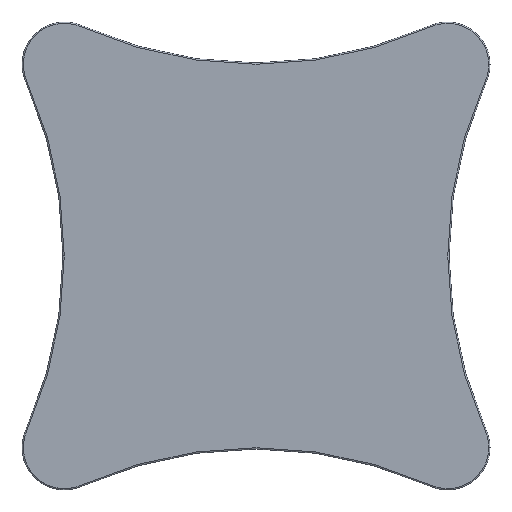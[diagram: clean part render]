
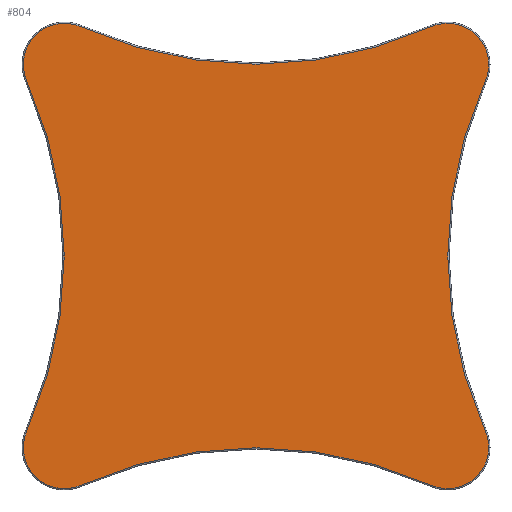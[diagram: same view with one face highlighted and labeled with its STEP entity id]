
A CAD part, top view. The second image highlights one B-rep face of the part: STEP entity #804.
In plain terms, the highlighted planar face has unit normal (0, 0, 1).
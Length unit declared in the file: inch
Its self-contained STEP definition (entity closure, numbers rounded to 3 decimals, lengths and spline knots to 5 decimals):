
#3 = VERTEX_POINT ( 'NONE', #2400 ) ;
#15 = VERTEX_POINT ( 'NONE', #2344 ) ;
#19 = EDGE_CURVE ( 'NONE', #35, #51, #2323, .T. ) ;
#20 = EDGE_CURVE ( 'NONE', #15, #3, #2318, .T. ) ;
#35 = VERTEX_POINT ( 'NONE', #2246 ) ;
#36 = VERTEX_POINT ( 'NONE', #2245 ) ;
#45 = EDGE_CURVE ( 'NONE', #56, #36, #2240, .T. ) ;
#51 = VERTEX_POINT ( 'NONE', #2301 ) ;
#56 = VERTEX_POINT ( 'NONE', #2299 ) ;
#555 = EDGE_CURVE ( 'NONE', #605, #15, #1594, .T. ) ;
#594 = ORIENTED_EDGE ( 'NONE', *, *, #595, .T. ) ;
#595 = EDGE_CURVE ( 'NONE', #727, #596, #1575, .T. ) ;
#596 = VERTEX_POINT ( 'NONE', #1570 ) ;
#597 = ORIENTED_EDGE ( 'NONE', *, *, #598, .T. ) ;
#598 = EDGE_CURVE ( 'NONE', #596, #35, #1552, .T. ) ;
#599 = ORIENTED_EDGE ( 'NONE', *, *, #19, .T. ) ;
#600 = ORIENTED_EDGE ( 'NONE', *, *, #765, .T. ) ;
#601 = ORIENTED_EDGE ( 'NONE', *, *, #45, .T. ) ;
#602 = ORIENTED_EDGE ( 'NONE', *, *, #603, .T. ) ;
#603 = EDGE_CURVE ( 'NONE', #36, #605, #1547, .T. ) ;
#605 = VERTEX_POINT ( 'NONE', #1542 ) ;
#606 = EDGE_LOOP ( 'NONE', ( #805, #808, #809, #770, #594, #597, #599, #600, #767, #601, #602 ) ) ;
#726 = EDGE_CURVE ( 'NONE', #810, #727, #1952, .T. ) ;
#727 = VERTEX_POINT ( 'NONE', #1948 ) ;
#765 = EDGE_CURVE ( 'NONE', #51, #766, #1907, .T. ) ;
#766 = VERTEX_POINT ( 'NONE', #1824 ) ;
#767 = ORIENTED_EDGE ( 'NONE', *, *, #768, .T. ) ;
#768 = EDGE_CURVE ( 'NONE', #766, #56, #1823, .T. ) ;
#769 = EDGE_CURVE ( 'NONE', #3, #810, #1818, .T. ) ;
#770 = ORIENTED_EDGE ( 'NONE', *, *, #726, .T. ) ;
#804 = ADVANCED_FACE ( 'NONE', ( #2077 ), #2036, .T. ) ;
#805 = ORIENTED_EDGE ( 'NONE', *, *, #555, .T. ) ;
#808 = ORIENTED_EDGE ( 'NONE', *, *, #20, .T. ) ;
#809 = ORIENTED_EDGE ( 'NONE', *, *, #769, .T. ) ;
#810 = VERTEX_POINT ( 'NONE', #2052 ) ;
#1542 = CARTESIAN_POINT ( 'NONE',  ( 5.38512, -4.10318, 0.25 ) ) ;
#1543 = DIRECTION ( 'NONE',  ( 1., 0., 0. ) ) ;
#1544 = DIRECTION ( 'NONE',  ( 0., 0., 1. ) ) ;
#1545 = CARTESIAN_POINT ( 'NONE',  ( 4.5, -4.5, 0.25 ) ) ;
#1546 = AXIS2_PLACEMENT_3D ( 'NONE', #1545, #1544, #1543 ) ;
#1547 = CIRCLE ( 'NONE', #1546, 0.97 ) ;
#1548 = DIRECTION ( 'NONE',  ( 1., 0., 0. ) ) ;
#1549 = DIRECTION ( 'NONE',  ( 0., 0., -1. ) ) ;
#1550 = CARTESIAN_POINT ( 'NONE',  ( -14.53743, 0., 0.25 ) ) ;
#1551 = AXIS2_PLACEMENT_3D ( 'NONE', #1550, #1549, #1548 ) ;
#1552 = CIRCLE ( 'NONE', #1551, 10.03 ) ;
#1570 = CARTESIAN_POINT ( 'NONE',  ( -5.38512, 4.10318, 0.25 ) ) ;
#1571 = DIRECTION ( 'NONE',  ( 1., 0., 0. ) ) ;
#1572 = DIRECTION ( 'NONE',  ( 0., 0., 1. ) ) ;
#1573 = CARTESIAN_POINT ( 'NONE',  ( -4.5, 4.5, 0.25 ) ) ;
#1574 = AXIS2_PLACEMENT_3D ( 'NONE', #1573, #1572, #1571 ) ;
#1575 = CIRCLE ( 'NONE', #1574, 0.97 ) ;
#1590 = DIRECTION ( 'NONE',  ( 1., 0., 0. ) ) ;
#1591 = DIRECTION ( 'NONE',  ( 0., 0., -1. ) ) ;
#1592 = CARTESIAN_POINT ( 'NONE',  ( 14.53743, 0., 0.25 ) ) ;
#1593 = AXIS2_PLACEMENT_3D ( 'NONE', #1592, #1591, #1590 ) ;
#1594 = CIRCLE ( 'NONE', #1593, 10.03 ) ;
#1814 = DIRECTION ( 'NONE',  ( 1., 0., 0. ) ) ;
#1815 = DIRECTION ( 'NONE',  ( 0., 0., 1. ) ) ;
#1816 = CARTESIAN_POINT ( 'NONE',  ( 4.5, 4.5, 0.25 ) ) ;
#1817 = AXIS2_PLACEMENT_3D ( 'NONE', #1816, #1815, #1814 ) ;
#1818 = CIRCLE ( 'NONE', #1817, 0.97 ) ;
#1819 = DIRECTION ( 'NONE',  ( 1., 0., 0. ) ) ;
#1820 = DIRECTION ( 'NONE',  ( 0., 0., -1. ) ) ;
#1821 = CARTESIAN_POINT ( 'NONE',  ( 0., -14.53743, 0.25 ) ) ;
#1822 = AXIS2_PLACEMENT_3D ( 'NONE', #1821, #1820, #1819 ) ;
#1823 = CIRCLE ( 'NONE', #1822, 10.03 ) ;
#1824 = CARTESIAN_POINT ( 'NONE',  ( -4.10318, -5.38512, 0.25 ) ) ;
#1825 = DIRECTION ( 'NONE',  ( 1., 0., 0. ) ) ;
#1826 = DIRECTION ( 'NONE',  ( 0., 0., 1. ) ) ;
#1827 = CARTESIAN_POINT ( 'NONE',  ( -4.5, -4.5, 0.25 ) ) ;
#1906 = AXIS2_PLACEMENT_3D ( 'NONE', #1827, #1826, #1825 ) ;
#1907 = CIRCLE ( 'NONE', #1906, 0.97 ) ;
#1948 = CARTESIAN_POINT ( 'NONE',  ( -4.10318, 5.38512, 0.25 ) ) ;
#1949 = DIRECTION ( 'NONE',  ( 1., 0., 0. ) ) ;
#1950 = DIRECTION ( 'NONE',  ( 0., 0., -1. ) ) ;
#1951 = AXIS2_PLACEMENT_3D ( 'NONE', #1956, #1950, #1949 ) ;
#1952 = CIRCLE ( 'NONE', #1951, 10.03 ) ;
#1956 = CARTESIAN_POINT ( 'NONE',  ( 0., 14.53743, 0.25 ) ) ;
#2035 = CARTESIAN_POINT ( 'NONE',  ( 9.51871, -2.25, 0.25 ) ) ;
#2036 = PLANE ( 'NONE',  #2055 ) ;
#2052 = CARTESIAN_POINT ( 'NONE',  ( 4.10318, 5.38512, 0.25 ) ) ;
#2053 = DIRECTION ( 'NONE',  ( 1., 0., 0. ) ) ;
#2054 = DIRECTION ( 'NONE',  ( 0., 0., 1. ) ) ;
#2055 = AXIS2_PLACEMENT_3D ( 'NONE', #2035, #2054, #2053 ) ;
#2077 = FACE_OUTER_BOUND ( 'NONE', #606, .T. ) ;
#2236 = DIRECTION ( 'NONE',  ( 1., 0., 0. ) ) ;
#2237 = DIRECTION ( 'NONE',  ( 0., 0., 1. ) ) ;
#2238 = CARTESIAN_POINT ( 'NONE',  ( 4.5, -4.5, 0.25 ) ) ;
#2239 = AXIS2_PLACEMENT_3D ( 'NONE', #2238, #2237, #2236 ) ;
#2240 = CIRCLE ( 'NONE', #2239, 0.97 ) ;
#2245 = CARTESIAN_POINT ( 'NONE',  ( 5.47, -4.5, 0.25 ) ) ;
#2246 = CARTESIAN_POINT ( 'NONE',  ( -4.50743, 0., 0.25 ) ) ;
#2299 = CARTESIAN_POINT ( 'NONE',  ( 4.10318, -5.38512, 0.25 ) ) ;
#2301 = CARTESIAN_POINT ( 'NONE',  ( -5.38512, -4.10318, 0.25 ) ) ;
#2314 = DIRECTION ( 'NONE',  ( 1., 0., 0. ) ) ;
#2315 = DIRECTION ( 'NONE',  ( 0., 0., 1. ) ) ;
#2316 = CARTESIAN_POINT ( 'NONE',  ( 4.5, 4.5, 0.25 ) ) ;
#2317 = AXIS2_PLACEMENT_3D ( 'NONE', #2316, #2315, #2314 ) ;
#2318 = CIRCLE ( 'NONE', #2317, 0.97 ) ;
#2319 = DIRECTION ( 'NONE',  ( 1., 0., 0. ) ) ;
#2320 = DIRECTION ( 'NONE',  ( 0., 0., -1. ) ) ;
#2321 = CARTESIAN_POINT ( 'NONE',  ( -14.53743, 0., 0.25 ) ) ;
#2322 = AXIS2_PLACEMENT_3D ( 'NONE', #2321, #2320, #2319 ) ;
#2323 = CIRCLE ( 'NONE', #2322, 10.03 ) ;
#2344 = CARTESIAN_POINT ( 'NONE',  ( 5.38512, 4.10318, 0.25 ) ) ;
#2400 = CARTESIAN_POINT ( 'NONE',  ( 5.47, 4.5, 0.25 ) ) ;
